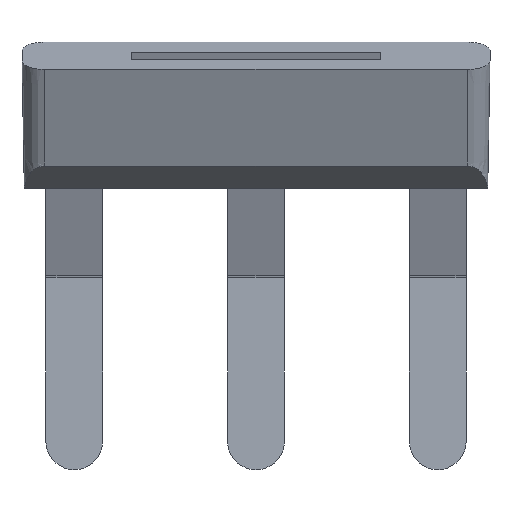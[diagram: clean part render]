
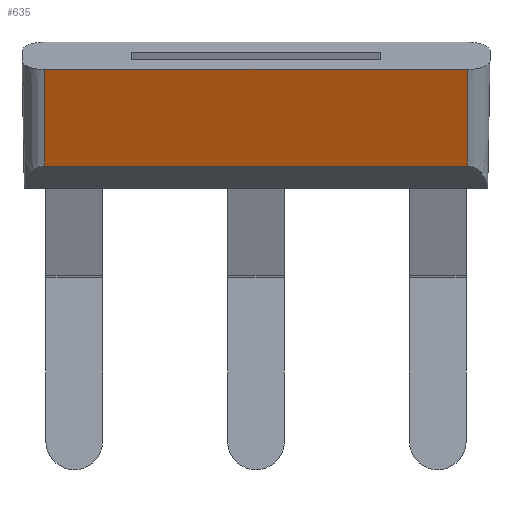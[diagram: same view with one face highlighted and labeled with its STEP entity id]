
A CAD part, front view. The second image highlights one B-rep face of the part: STEP entity #635.
In plain terms, the highlighted planar face has unit normal (0, -0.921, -0.39).
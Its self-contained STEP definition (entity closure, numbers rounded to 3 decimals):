
#615=AXIS2_PLACEMENT_3D('Plane Axis2P3D',#612,#613,#614) ;
#230=CARTESIAN_POINT('Vertex',(0.999,0.,17.619)) ;
#233=CARTESIAN_POINT('Line Origine',(10.299,0.,17.619)) ;
#237=CARTESIAN_POINT('Vertex',(19.599,0.,17.619)) ;
#575=CARTESIAN_POINT('Line Origine',(0.999,1.17,14.856)) ;
#579=CARTESIAN_POINT('Vertex',(0.999,1.8,13.369)) ;
#612=CARTESIAN_POINT('Axis2P3D Location',(10.299,2.34,12.093)) ;
#617=CARTESIAN_POINT('Line Origine',(10.299,1.8,13.369)) ;
#621=CARTESIAN_POINT('Vertex',(19.599,1.8,13.369)) ;
#624=CARTESIAN_POINT('Line Origine',(19.599,1.17,14.856)) ;
#234=DIRECTION('Vector Direction',(-1.,0.,0.)) ;
#576=DIRECTION('Vector Direction',(0.,-0.39,0.921)) ;
#613=DIRECTION('Axis2P3D Direction',(0.,0.921,0.39)) ;
#614=DIRECTION('Axis2P3D XDirection',(-1.,0.,0.)) ;
#618=DIRECTION('Vector Direction',(-1.,0.,0.)) ;
#625=DIRECTION('Vector Direction',(0.,-0.39,0.921)) ;
#235=VECTOR('Line Direction',#234,1.) ;
#577=VECTOR('Line Direction',#576,1.) ;
#619=VECTOR('Line Direction',#618,1.) ;
#626=VECTOR('Line Direction',#625,1.) ;
#630=ORIENTED_EDGE('',*,*,#623,.F.) ;
#631=ORIENTED_EDGE('',*,*,#628,.F.) ;
#632=ORIENTED_EDGE('',*,*,#239,.F.) ;
#633=ORIENTED_EDGE('',*,*,#581,.T.) ;
#635=ADVANCED_FACE('Hauptk\X2\00F6\X0\rper',(#634),#616,.F.) ;
#239=EDGE_CURVE('',#231,#238,#236,.F.) ;
#581=EDGE_CURVE('',#231,#580,#578,.F.) ;
#623=EDGE_CURVE('',#622,#580,#620,.T.) ;
#628=EDGE_CURVE('',#238,#622,#627,.F.) ;
#629=EDGE_LOOP('',(#630,#631,#632,#633)) ;
#634=FACE_OUTER_BOUND('',#629,.T.) ;
#236=LINE('Line',#233,#235) ;
#578=LINE('Line',#575,#577) ;
#620=LINE('Line',#617,#619) ;
#627=LINE('Line',#624,#626) ;
#616=PLANE('',#615) ;
#231=VERTEX_POINT('',#230) ;
#238=VERTEX_POINT('',#237) ;
#580=VERTEX_POINT('',#579) ;
#622=VERTEX_POINT('',#621) ;
